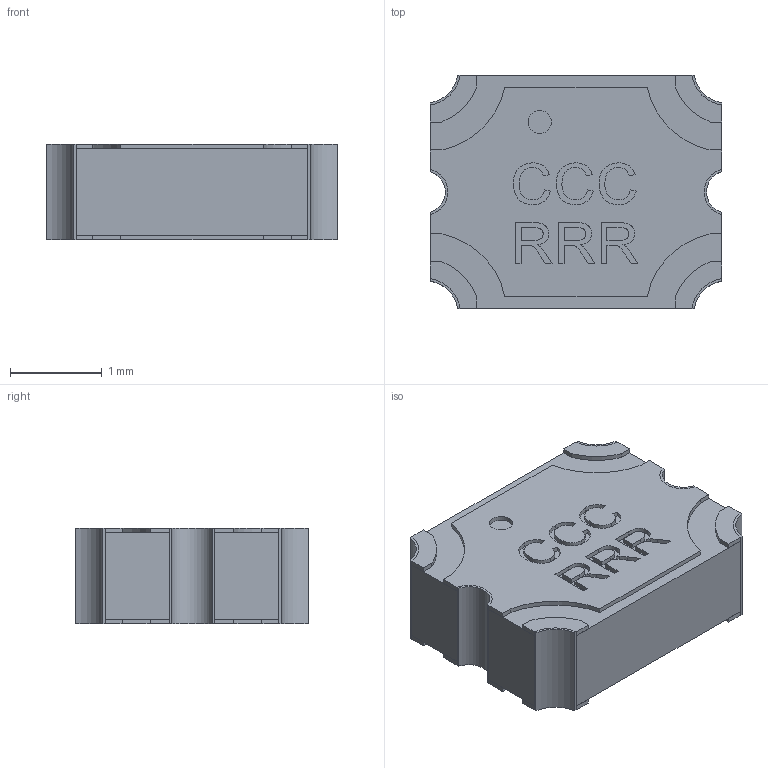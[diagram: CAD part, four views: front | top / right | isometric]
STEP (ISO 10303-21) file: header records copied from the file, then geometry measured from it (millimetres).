
FILE_DESCRIPTION (( 'STEP AP203' ), '1' );
FILE_NAME ('X4C40K1-20S.STEP', '2024-01-08T17:47:26', ( '' ), ( '' ), 'SwSTEP 2.0', 'SolidWorks 2023', '' );
FILE_SCHEMA (( 'CONFIG_CONTROL_DESIGN' ));
Length unit declared in the file: inch
Products named in the file (1): X4C40K1-20S
Bounding box: 3.17 x 2.54 x 1.04 mm (x, y, z)
Volume: 7.8 mm3; surface area: 57.5 mm2
Topology: 20 solids, 20 shells, 248 faces, 624 edges, 416 vertices
Faces by surface type: plane 153, bspline 48, cylinder 47
Entity records: 10099 total; most frequent: CARTESIAN_POINT 4289, ORIENTED_EDGE 1248, DIRECTION 1024, EDGE_CURVE 624, LINE 434, VECTOR 434, VERTEX_POINT 416, AXIS2_PLACEMENT_3D 295
